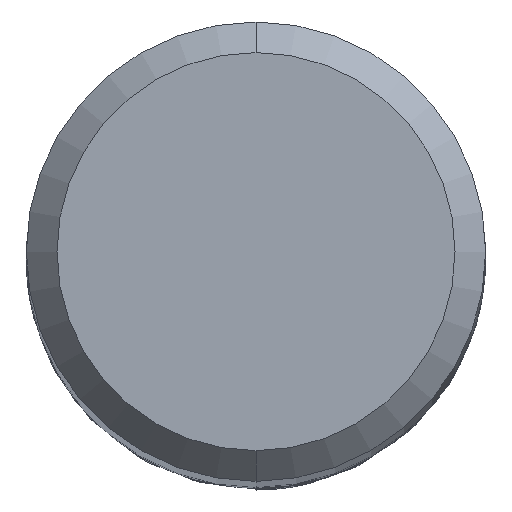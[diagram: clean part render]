
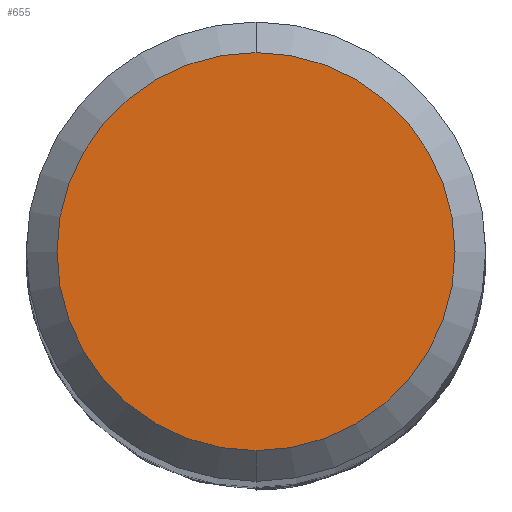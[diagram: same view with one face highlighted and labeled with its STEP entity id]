
A CAD part, top view. The second image highlights one B-rep face of the part: STEP entity #655.
In plain terms, the highlighted planar face has unit normal (0, 0, 1).
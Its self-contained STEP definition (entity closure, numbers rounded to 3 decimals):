
#517=VERTEX_POINT('',#1496);
#655=ADVANCED_FACE('',(#1652),#1653,.T.);
#803=EDGE_CURVE('',#837,#517,#1813,.T.);
#837=VERTEX_POINT('',#1853);
#871=EDGE_CURVE('',#517,#837,#1889,.T.);
#1496=CARTESIAN_POINT('',(0.0,2.6,0.0));
#1652=FACE_OUTER_BOUND('',#3487,.T.);
#1653=PLANE('',#3488);
#1813=CIRCLE('',#4344,2.6);
#1853=CARTESIAN_POINT('',(0.,-2.6,0.0));
#1889=CIRCLE('',#4887,2.6);
#3487=EDGE_LOOP('',(#8146,#8147));
#3488=AXIS2_PLACEMENT_3D('',#8148,#8149,#8150);
#4344=AXIS2_PLACEMENT_3D('',#8321,#8322,#8323);
#4887=AXIS2_PLACEMENT_3D('',#8413,#8414,#8415);
#8146=ORIENTED_EDGE('',*,*,#871,.F.);
#8147=ORIENTED_EDGE('',*,*,#803,.F.);
#8148=CARTESIAN_POINT('',(0.0,1.3,0.0));
#8149=DIRECTION('',(-0.0,0.0,1.0));
#8150=DIRECTION('',(0.0,-1.0,0.0));
#8321=CARTESIAN_POINT('',(0.0,0.0,0.0));
#8322=DIRECTION('',(0.0,0.0,-1.0));
#8323=DIRECTION('',(0.0,1.0,0.0));
#8413=CARTESIAN_POINT('',(0.0,0.0,0.0));
#8414=DIRECTION('',(0.0,0.0,-1.0));
#8415=DIRECTION('',(0.0,1.0,0.0));
